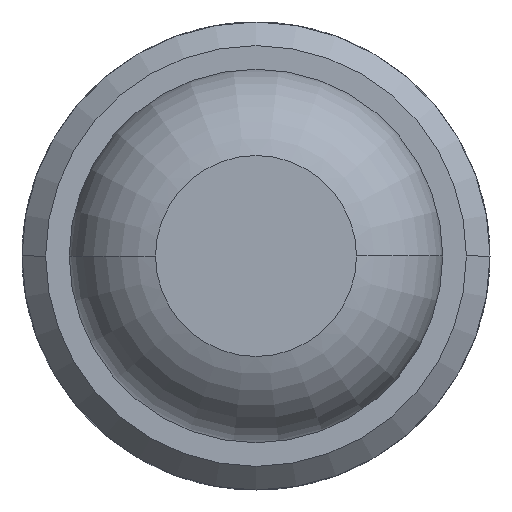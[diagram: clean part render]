
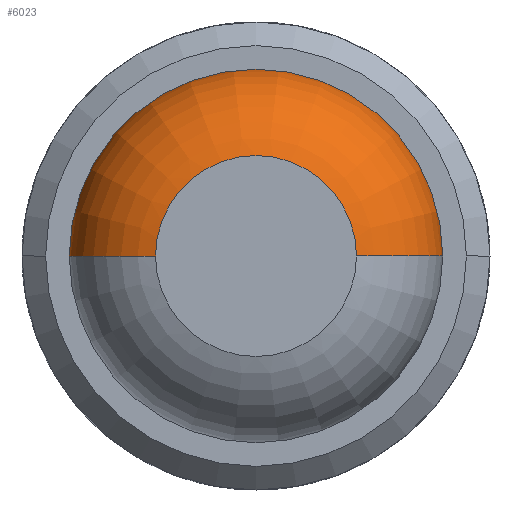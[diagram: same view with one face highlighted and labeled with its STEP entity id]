
A CAD part, front view. The second image highlights one B-rep face of the part: STEP entity #6023.
In plain terms, the highlighted toroidal (fillet/blend) face has major radius 0.61 mm and minor radius 0.97 mm.
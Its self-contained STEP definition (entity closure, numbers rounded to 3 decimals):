
#217 = CARTESIAN_POINT ( 'NONE',  ( -1.58, -26.22, 0. ) ) ;
#308 = DIRECTION ( 'NONE',  ( 0., 1., 0. ) ) ;
#340 = VERTEX_POINT ( 'NONE', #5197 ) ;
#569 = VERTEX_POINT ( 'NONE', #1153 ) ;
#651 = ORIENTED_EDGE ( 'NONE', *, *, #6043, .F. ) ;
#731 = VERTEX_POINT ( 'NONE', #1798 ) ;
#924 = DIRECTION ( 'NONE',  ( -1., 0., 0. ) ) ;
#1085 = CIRCLE ( 'NONE', #6184, 0.97 ) ;
#1133 = EDGE_CURVE ( 'Defeature ausgef�hrt6_100+Defeature ausgef�hrt6_1+Defeature ausgef�hrt6_1+Defeature ausgef�hrt6_1', #340, #731, #2454, .T. ) ;
#1148 = DIRECTION ( 'NONE',  ( 1., 0., 0. ) ) ;
#1153 = CARTESIAN_POINT ( 'NONE',  ( 0.85, -27.16, 0. ) ) ;
#1207 = VERTEX_POINT ( 'NONE', #217 ) ;
#1391 = DIRECTION ( 'NONE',  ( 0., -1., 0. ) ) ;
#1646 = CARTESIAN_POINT ( 'NONE',  ( 0.61, -26.22, 0. ) ) ;
#1703 = ORIENTED_EDGE ( 'NONE', *, *, #4863, .F. ) ;
#1798 = CARTESIAN_POINT ( 'NONE',  ( -0.85, -27.16, 0. ) ) ;
#2198 = CIRCLE ( 'NONE', #5189, 1.58 ) ;
#2211 = DIRECTION ( 'NONE',  ( -1., 0., 0. ) ) ;
#2295 = CARTESIAN_POINT ( 'NONE',  ( 0., -26.22, 0. ) ) ;
#2357 = AXIS2_PLACEMENT_3D ( 'NONE', #3737, #4150, #2211 ) ;
#2433 = DIRECTION ( 'NONE',  ( 0., 0., -1. ) ) ;
#2454 = CIRCLE ( 'NONE', #5228, 0.85 ) ;
#2941 = EDGE_LOOP ( 'NONE', ( #6243, #5770, #651, #1703, #4561 ) ) ;
#3009 = DIRECTION ( 'NONE',  ( 0., 0., -1. ) ) ;
#3422 = FACE_OUTER_BOUND ( 'NONE', #2941, .T. ) ;
#3501 = CIRCLE ( 'NONE', #4746, 0.97 ) ;
#3665 = AXIS2_PLACEMENT_3D ( 'NONE', #6170, #1391, #3826 ) ;
#3737 = CARTESIAN_POINT ( 'NONE',  ( 0., -26.22, 0. ) ) ;
#3826 = DIRECTION ( 'NONE',  ( 0., 0., -1. ) ) ;
#4150 = DIRECTION ( 'NONE',  ( 0., 1., 0. ) ) ;
#4357 = CARTESIAN_POINT ( 'NONE',  ( -0.61, -26.22, 0. ) ) ;
#4390 = TOROIDAL_SURFACE ( 'NONE', #2357, 0.61, 0.97 ) ;
#4550 = DIRECTION ( 'NONE',  ( 0., 0., 1. ) ) ;
#4561 = ORIENTED_EDGE ( 'NONE', *, *, #1133, .F. ) ;
#4614 = CARTESIAN_POINT ( 'NONE',  ( 1.58, -26.22, 0. ) ) ;
#4746 = AXIS2_PLACEMENT_3D ( 'NONE', #1646, #4550, #1148 ) ;
#4863 = EDGE_CURVE ( 'NONE', #731, #1207, #1085, .T. ) ;
#4965 = CARTESIAN_POINT ( 'NONE',  ( 0., -27.16, 0. ) ) ;
#4991 = CIRCLE ( 'NONE', #3665, 0.85 ) ;
#5189 = AXIS2_PLACEMENT_3D ( 'NONE', #2295, #308, #6056 ) ;
#5197 = CARTESIAN_POINT ( 'NONE',  ( 0., -27.16, 0.85 ) ) ;
#5228 = AXIS2_PLACEMENT_3D ( 'NONE', #4965, #5884, #3009 ) ;
#5493 = EDGE_CURVE ( 'NONE', #569, #5614, #3501, .T. ) ;
#5614 = VERTEX_POINT ( 'NONE', #4614 ) ;
#5733 = EDGE_CURVE ( 'Defeature ausgef�hrt6_100+Defeature ausgef�hrt6_1+Defeature ausgef�hrt6_1+Defeature ausgef�hrt6_1', #569, #340, #4991, .T. ) ;
#5770 = ORIENTED_EDGE ( 'NONE', *, *, #5493, .T. ) ;
#5884 = DIRECTION ( 'NONE',  ( 0., -1., 0. ) ) ;
#6023 = ADVANCED_FACE ( 'Defeature ausgef�hrt6_1', ( #3422 ), #4390, .T. ) ;
#6043 = EDGE_CURVE ( 'Defeature ausgef�hrt6_0+Defeature ausgef�hrt6_1+Defeature ausgef�hrt6_1+Defeature ausgef�hrt6_1', #1207, #5614, #2198, .T. ) ;
#6056 = DIRECTION ( 'NONE',  ( -1., 0., 0. ) ) ;
#6170 = CARTESIAN_POINT ( 'NONE',  ( 0., -27.16, 0. ) ) ;
#6184 = AXIS2_PLACEMENT_3D ( 'NONE', #4357, #2433, #924 ) ;
#6243 = ORIENTED_EDGE ( 'NONE', *, *, #5733, .F. ) ;
